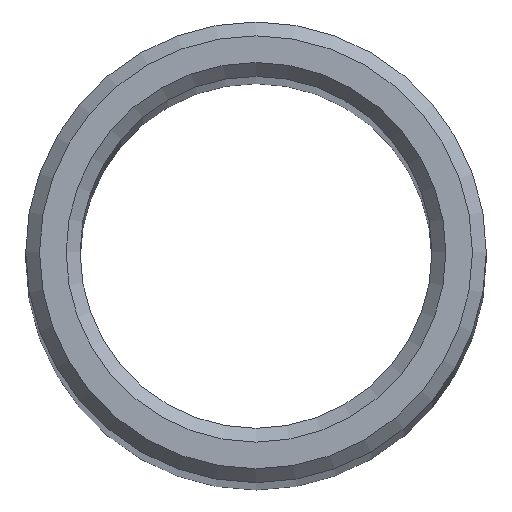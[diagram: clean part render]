
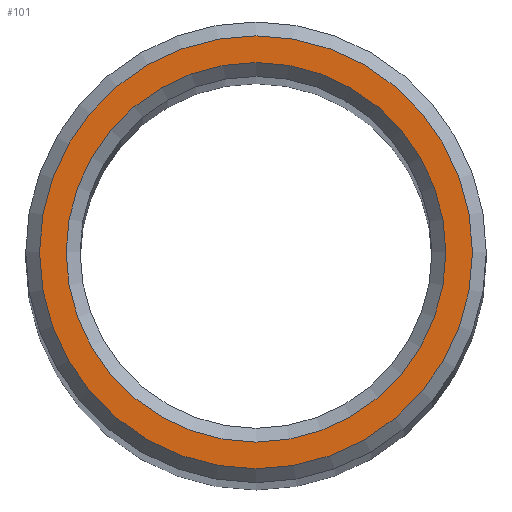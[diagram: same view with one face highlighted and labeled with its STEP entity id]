
A CAD part, top view. The second image highlights one B-rep face of the part: STEP entity #101.
In plain terms, the highlighted planar face has unit normal (0, 0, 1).
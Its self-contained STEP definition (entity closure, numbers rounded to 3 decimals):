
#18=PLANE('',#136);
#25=FACE_BOUND('',#48,.T.);
#33=FACE_OUTER_BOUND('',#47,.T.);
#47=EDGE_LOOP('',(#87));
#48=EDGE_LOOP('',(#88));
#57=CIRCLE('',#135,15.625);
#58=CIRCLE('',#137,13.7);
#65=VERTEX_POINT('',#192);
#66=VERTEX_POINT('',#195);
#73=EDGE_CURVE('',#65,#65,#57,.T.);
#74=EDGE_CURVE('',#66,#66,#58,.T.);
#87=ORIENTED_EDGE('',*,*,#73,.F.);
#88=ORIENTED_EDGE('',*,*,#74,.F.);
#101=ADVANCED_FACE('',(#33,#25),#18,.T.);
#135=AXIS2_PLACEMENT_3D('',#193,#165,#166);
#136=AXIS2_PLACEMENT_3D('',#194,#167,#168);
#137=AXIS2_PLACEMENT_3D('',#196,#169,#170);
#165=DIRECTION('center_axis',(0.,0.,-1.));
#166=DIRECTION('ref_axis',(-1.,0.,0.));
#167=DIRECTION('center_axis',(0.,0.,1.));
#168=DIRECTION('ref_axis',(1.,0.,0.));
#169=DIRECTION('center_axis',(0.,0.,1.));
#170=DIRECTION('ref_axis',(-1.,0.,0.));
#192=CARTESIAN_POINT('',(15.625,0.,304.8));
#193=CARTESIAN_POINT('Origin',(0.,0.,304.8));
#194=CARTESIAN_POINT('Origin',(0.,0.,
304.8));
#195=CARTESIAN_POINT('',(13.7,0.,304.8));
#196=CARTESIAN_POINT('Origin',(0.,0.,304.8));
